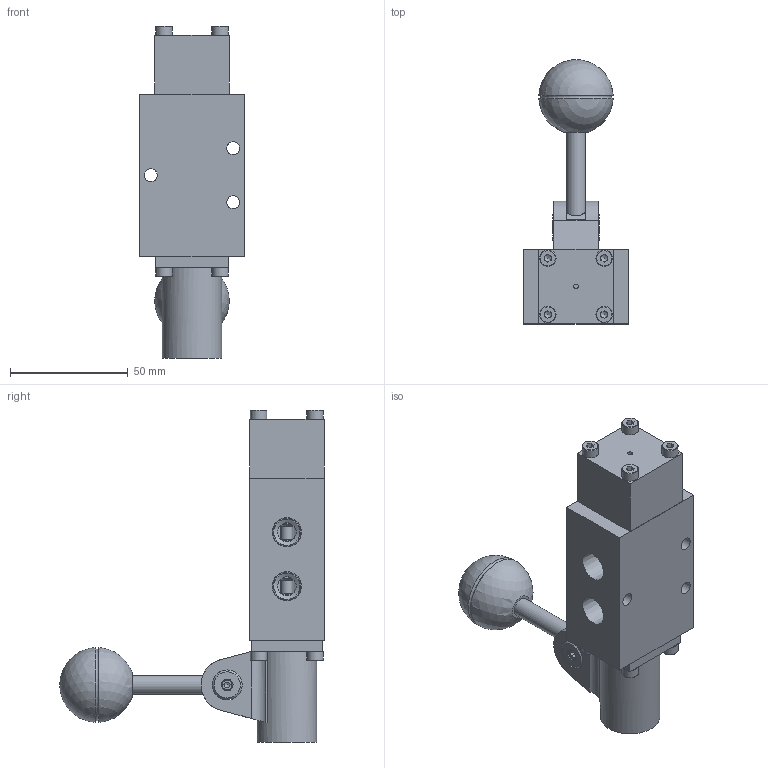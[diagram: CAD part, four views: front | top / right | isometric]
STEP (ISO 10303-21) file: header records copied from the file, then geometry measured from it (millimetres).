
FILE_DESCRIPTION(/* description */ (''),/* implementation_level */ '2;1');
FILE_NAME(/* name */ 'hr_05_520_esg.stp',/* time_stamp */ '2020-02-17T08:13:08+01:00',/* author */ ('leitheußer'),/* organization */ (''),/* preprocessor_version */ 'ST-DEVELOPER v15.6',/* originating_system */ 'Autodesk Inventor LT ',/* authorisation */ '');
FILE_SCHEMA (('AUTOMOTIVE_DESIGN { 1 0 10303 214 3 1 1 }'));
Length unit declared in the file: millimetre
Products named in the file (1): 2526B553VR1B
Bounding box: 44.5 x 112.47 x 141.28 mm (x, y, z)
Volume: 149542.9 mm3; surface area: 68223.6 mm2
Topology: 41 solids, 41 shells, 629 faces, 1294 edges, 801 vertices
Faces by surface type: plane 284, cylinder 166, cone 79, torus 79, bspline 14, sphere 7
Full cylindrical faces by diameter (mm): 2 x6, 2.38 x2, 2.5 x1, 3.3 x8, 4 x16, 4.2 x5, 4.47 x6, 4.5 x4, 4.8 x6, 5 x3, 5.1 x1, 5.5 x3, 6.05 x1, 6.35 x5, 7 x8, 7.5 x9, 8 x10, 8.02 x4, 8.13 x6, 8.334 x1, 10 x1, 10.5 x2, 10.96 x2, 11 x2, 11.01 x1, 11.03 x2, 11.125 x8, 11.5 x4, 11.945 x2, 12.01 x2
Entity records: 19900 total; most frequent: CARTESIAN_POINT 7943, DIRECTION 2606, ORIENTED_EDGE 1782, AXIS2_PLACEMENT_3D 1142, EDGE_LOOP 1100, EDGE_CURVE 891, VERTEX_POINT 727, ADVANCED_FACE 629
